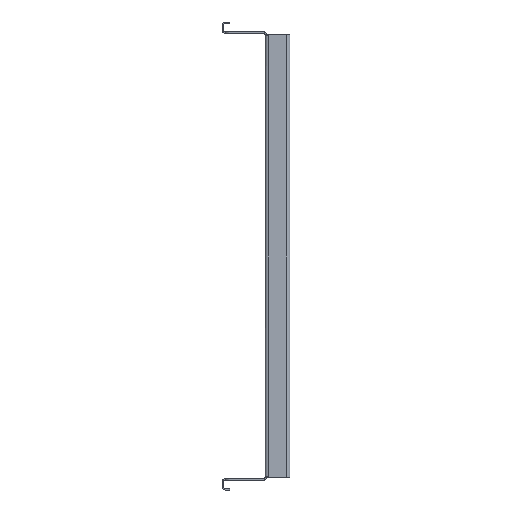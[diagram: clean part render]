
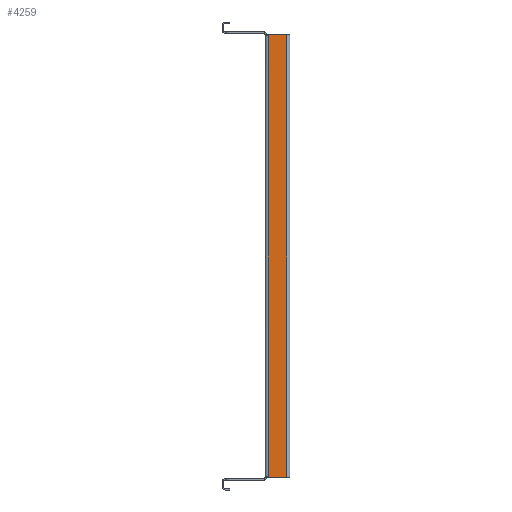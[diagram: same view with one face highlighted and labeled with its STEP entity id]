
A CAD part, left-side view. The second image highlights one B-rep face of the part: STEP entity #4259.
In plain terms, the highlighted planar face has unit normal (-1, 0, 0).
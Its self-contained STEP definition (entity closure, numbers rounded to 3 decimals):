
#3 = EDGE_CURVE ( 'NONE', #552, #6001, #4575, .T. ) ;
#552 = VERTEX_POINT ( 'NONE', #5128 ) ;
#613 = LINE ( 'NONE', #12955, #10232 ) ;
#838 = CARTESIAN_POINT ( 'NONE',  ( -230., 0., 0. ) ) ;
#874 = EDGE_CURVE ( 'NONE', #1019, #11566, #8291, .T. ) ;
#876 = CARTESIAN_POINT ( 'NONE',  ( -230., -29., -293. ) ) ;
#1019 = VERTEX_POINT ( 'NONE', #876 ) ;
#1333 = ORIENTED_EDGE ( 'NONE', *, *, #3, .T. ) ;
#1719 = CARTESIAN_POINT ( 'NONE',  ( -230., 0., -293. ) ) ;
#1790 = DIRECTION ( 'NONE',  ( 0., -1., 0. ) ) ;
#1791 = AXIS2_PLACEMENT_3D ( 'NONE', #838, #9696, #14125 ) ;
#2068 = VECTOR ( 'NONE', #3856, 1000. ) ;
#2103 = ORIENTED_EDGE ( 'NONE', *, *, #3756, .T. ) ;
#2893 = CARTESIAN_POINT ( 'NONE',  ( -230., -4., -293. ) ) ;
#3756 = EDGE_CURVE ( 'NONE', #6001, #1019, #10578, .T. ) ;
#3856 = DIRECTION ( 'NONE',  ( 0., 0., 1. ) ) ;
#4037 = DIRECTION ( 'NONE',  ( 0., 1., 0. ) ) ;
#4259 = ADVANCED_FACE ( 'NONE', ( #7594 ), #10855, .T. ) ;
#4385 = VECTOR ( 'NONE', #6968, 1000. ) ;
#4506 = CARTESIAN_POINT ( 'NONE',  ( -230., -29., 293. ) ) ;
#4508 = CARTESIAN_POINT ( 'NONE',  ( -230., -4., 0. ) ) ;
#4575 = LINE ( 'NONE', #4508, #4385 ) ;
#5128 = CARTESIAN_POINT ( 'NONE',  ( -230., -4., 293. ) ) ;
#6001 = VERTEX_POINT ( 'NONE', #2893 ) ;
#6968 = DIRECTION ( 'NONE',  ( 0., 0., -1. ) ) ;
#7594 = FACE_OUTER_BOUND ( 'NONE', #9674, .T. ) ;
#8291 = LINE ( 'NONE', #10761, #2068 ) ;
#9674 = EDGE_LOOP ( 'NONE', ( #2103, #11622, #14226, #1333 ) ) ;
#9696 = DIRECTION ( 'NONE',  ( -1., 0., 0. ) ) ;
#10159 = VECTOR ( 'NONE', #1790, 1000. ) ;
#10232 = VECTOR ( 'NONE', #4037, 1000. ) ;
#10578 = LINE ( 'NONE', #1719, #10159 ) ;
#10761 = CARTESIAN_POINT ( 'NONE',  ( -230., -29., -293. ) ) ;
#10855 = PLANE ( 'NONE',  #1791 ) ;
#11566 = VERTEX_POINT ( 'NONE', #4506 ) ;
#11622 = ORIENTED_EDGE ( 'NONE', *, *, #874, .T. ) ;
#12955 = CARTESIAN_POINT ( 'NONE',  ( -230., 0., 293. ) ) ;
#13893 = EDGE_CURVE ( 'NONE', #11566, #552, #613, .T. ) ;
#14125 = DIRECTION ( 'NONE',  ( 0., -1., 0. ) ) ;
#14226 = ORIENTED_EDGE ( 'NONE', *, *, #13893, .T. ) ;
